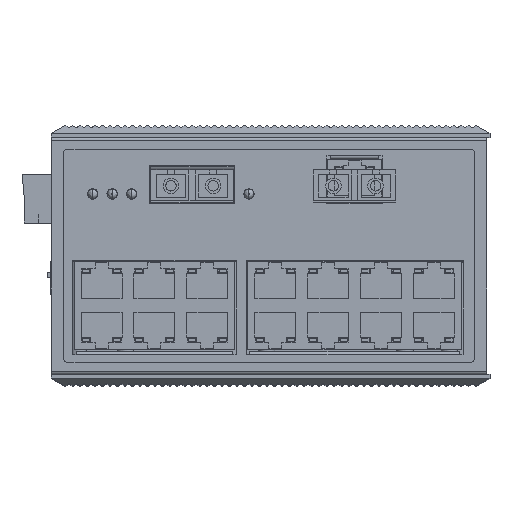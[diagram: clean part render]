
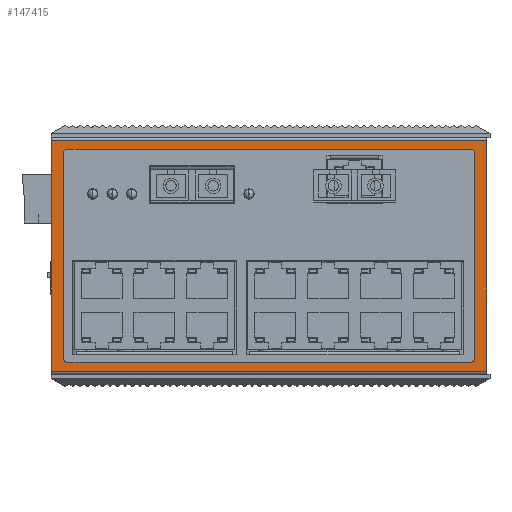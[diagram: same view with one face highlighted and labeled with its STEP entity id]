
A CAD part, top view. The second image highlights one B-rep face of the part: STEP entity #147415.
In plain terms, the highlighted face is planar.
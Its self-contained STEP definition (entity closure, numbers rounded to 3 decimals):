
#143648=DIRECTION('',(-1.,0.,0.));
#143649=VECTOR('',#143648,134.);
#143650=CARTESIAN_POINT('',(67.,-72.1,-48.5));
#143651=LINE('',#143650,#143649);
#143663=DIRECTION('',(0.,-1.,0.));
#143664=VECTOR('',#143663,71.1);
#143665=CARTESIAN_POINT('',(-67.,-1.,-48.5));
#143666=LINE('',#143665,#143664);
#143670=DIRECTION('',(0.,1.,0.));
#143671=VECTOR('',#143670,71.1);
#143672=CARTESIAN_POINT('',(67.,-72.1,-48.5));
#143673=LINE('',#143672,#143671);
#143677=DIRECTION('',(-1.,0.,0.));
#143678=VECTOR('',#143677,134.);
#143679=CARTESIAN_POINT('',(67.,-1.,-48.5));
#143680=LINE('',#143679,#143678);
#143684=DIRECTION('',(0.,-1.,0.));
#143685=VECTOR('',#143684,63.5);
#143686=CARTESIAN_POINT('',(-63.2,-4.75,-48.5));
#143687=LINE('',#143686,#143685);
#143691=CARTESIAN_POINT('',(-62.2,-4.75,-48.5));
#143692=DIRECTION('',(0.,0.,-1.));
#143693=DIRECTION('',(-1.,0.,0.));
#143694=AXIS2_PLACEMENT_3D('',#143691,#143692,#143693);
#143699=DIRECTION('',(-1.,0.,0.));
#143700=VECTOR('',#143699,124.4);
#143701=CARTESIAN_POINT('',(62.2,-3.75,-48.5));
#143702=LINE('',#143701,#143700);
#143706=CARTESIAN_POINT('',(62.2,-4.75,-48.5));
#143707=DIRECTION('',(0.,0.,-1.));
#143708=DIRECTION('',(0.,1.,0.));
#143709=AXIS2_PLACEMENT_3D('',#143706,#143707,#143708);
#143714=DIRECTION('',(0.,1.,0.));
#143715=VECTOR('',#143714,63.5);
#143716=CARTESIAN_POINT('',(63.2,-68.25,-48.5));
#143717=LINE('',#143716,#143715);
#143721=CARTESIAN_POINT('',(62.2,-68.25,-48.5));
#143722=DIRECTION('',(0.,0.,-1.));
#143723=DIRECTION('',(1.,0.,0.));
#143724=AXIS2_PLACEMENT_3D('',#143721,#143722,#143723);
#143729=DIRECTION('',(1.,0.,0.));
#143730=VECTOR('',#143729,124.4);
#143731=CARTESIAN_POINT('',(-62.2,-69.25,-48.5));
#143732=LINE('',#143731,#143730);
#143736=CARTESIAN_POINT('',(-62.2,-68.25,-48.5));
#143737=DIRECTION('',(0.,0.,-1.));
#143738=DIRECTION('',(0.,-1.,0.));
#143739=AXIS2_PLACEMENT_3D('',#143736,#143737,#143738);
#145572=CARTESIAN_POINT('',(67.,-1.,-48.5));
#145573=CARTESIAN_POINT('',(-67.,-1.,-48.5));
#145574=VERTEX_POINT('',#145572);
#145575=VERTEX_POINT('',#145573);
#145588=CARTESIAN_POINT('',(67.,-72.1,-48.5));
#145589=CARTESIAN_POINT('',(-67.,-72.1,-48.5));
#145590=VERTEX_POINT('',#145588);
#145591=VERTEX_POINT('',#145589);
#145732=CARTESIAN_POINT('',(-63.2,-4.75,-48.5));
#145733=CARTESIAN_POINT('',(-63.2,-68.25,-48.5));
#145734=VERTEX_POINT('',#145732);
#145735=VERTEX_POINT('',#145733);
#145736=CARTESIAN_POINT('',(-62.2,-69.25,-48.5));
#145737=CARTESIAN_POINT('',(62.2,-69.25,-48.5));
#145738=VERTEX_POINT('',#145736);
#145739=VERTEX_POINT('',#145737);
#145740=CARTESIAN_POINT('',(63.2,-68.25,-48.5));
#145741=CARTESIAN_POINT('',(63.2,-4.75,-48.5));
#145742=VERTEX_POINT('',#145740);
#145743=VERTEX_POINT('',#145741);
#145744=CARTESIAN_POINT('',(62.2,-3.75,-48.5));
#145745=CARTESIAN_POINT('',(-62.2,-3.75,-48.5));
#145746=VERTEX_POINT('',#145744);
#145747=VERTEX_POINT('',#145745);
#147385=CARTESIAN_POINT('',(-67.,-1.,-48.5));
#147386=DIRECTION('',(0.,0.,1.));
#147387=DIRECTION('',(-1.,0.,0.));
#147388=AXIS2_PLACEMENT_3D('',#147385,#147386,#147387);
#147389=PLANE('',#147388);
#147390=ORIENTED_EDGE('',*,*,#147173,.T.);
#147391=ORIENTED_EDGE('',*,*,#147379,.F.);
#147392=ORIENTED_EDGE('',*,*,#146325,.T.);
#147394=ORIENTED_EDGE('',*,*,#147393,.T.);
#147395=EDGE_LOOP('',(#147390,#147391,#147392,#147394));
#147396=FACE_OUTER_BOUND('',#147395,.F.);
#147398=ORIENTED_EDGE('',*,*,#147397,.F.);
#147400=ORIENTED_EDGE('',*,*,#147399,.T.);
#147402=ORIENTED_EDGE('',*,*,#147401,.F.);
#147404=ORIENTED_EDGE('',*,*,#147403,.T.);
#147406=ORIENTED_EDGE('',*,*,#147405,.F.);
#147408=ORIENTED_EDGE('',*,*,#147407,.T.);
#147410=ORIENTED_EDGE('',*,*,#147409,.F.);
#147412=ORIENTED_EDGE('',*,*,#147411,.T.);
#147413=EDGE_LOOP('',(#147398,#147400,#147402,#147404,#147406,#147408,#147410,
#147412));
#147414=FACE_BOUND('',#147413,.F.);
#143695=CIRCLE('',#143694,1.);
#143710=CIRCLE('',#143709,1.);
#143725=CIRCLE('',#143724,1.);
#143740=CIRCLE('',#143739,1.);
#146325=EDGE_CURVE('',#145590,#145574,#143673,.T.);
#147173=EDGE_CURVE('',#145575,#145591,#143666,.T.);
#147379=EDGE_CURVE('',#145590,#145591,#143651,.T.);
#147393=EDGE_CURVE('',#145574,#145575,#143680,.T.);
#147397=EDGE_CURVE('',#145734,#145735,#143687,.T.);
#147399=EDGE_CURVE('',#145734,#145747,#143695,.T.);
#147401=EDGE_CURVE('',#145746,#145747,#143702,.T.);
#147403=EDGE_CURVE('',#145746,#145743,#143710,.T.);
#147405=EDGE_CURVE('',#145742,#145743,#143717,.T.);
#147407=EDGE_CURVE('',#145742,#145739,#143725,.T.);
#147409=EDGE_CURVE('',#145738,#145739,#143732,.T.);
#147411=EDGE_CURVE('',#145738,#145735,#143740,.T.);
#147415=ADVANCED_FACE('',(#147396,#147414),#147389,.F.);
